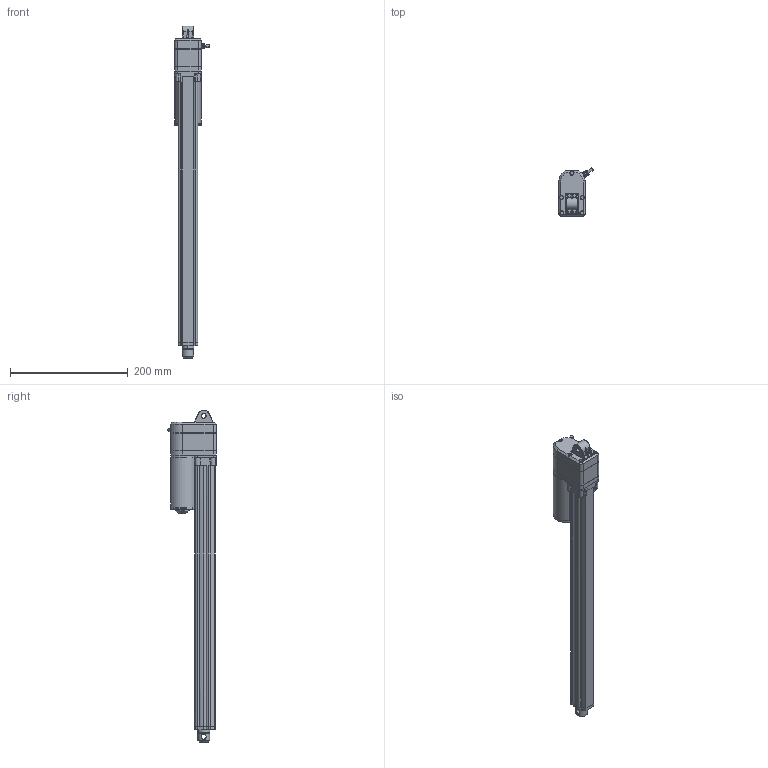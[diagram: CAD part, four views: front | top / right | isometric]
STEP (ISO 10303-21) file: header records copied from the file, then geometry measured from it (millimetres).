
FILE_DESCRIPTION( ('This file contains a STEP AP42 implementation' ,'as created by ZW3D STEP Interface translator.' ,'') ,'2;1' );
FILE_NAME( 'FY019-400-545（电位计无槽）.stp' ,'251024. 92749', (''), ('ZWCAD Software Co.'), 'Version 1.0', 'ZW3D to STEP translator', '' );
FILE_SCHEMA(('AUTOMOTIVE_DESIGN { 1 0 10303 214 1 1 1 1 }'));
Length unit declared in the file: millimetre
Products named in the file (1): 0
Bounding box: 58.8 x 82.19 x 564 mm (x, y, z)
Surface area: 134824.2 mm2 (no closed solid volume)
Topology: 0 solids, 12 shells, 484 faces, 1357 edges, 857 vertices
Faces by surface type: cylinder 185, plane 129, bspline 115, torus 28, cone 20, sphere 7
Entity records: 18873 total; most frequent: CARTESIAN_POINT 6813, DIRECTION 2404, ORIENTED_EDGE 2301, EDGE_CURVE 1336, AXIS2_PLACEMENT_3D 951, VERTEX_POINT 857, CIRCLE 581, EDGE_LOOP 522
